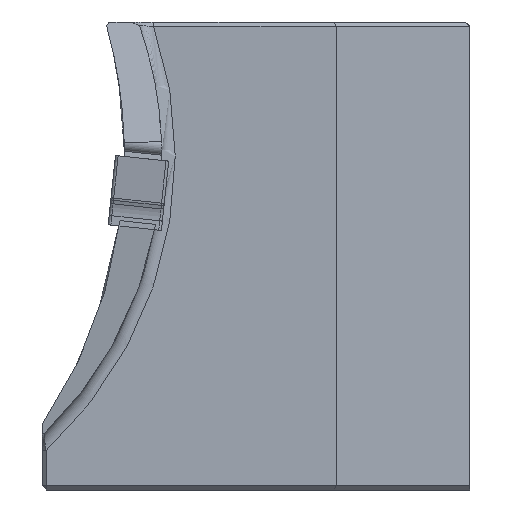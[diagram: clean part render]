
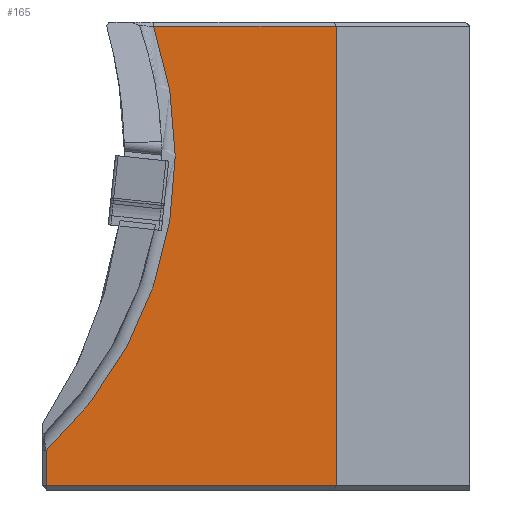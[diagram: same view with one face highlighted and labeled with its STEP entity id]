
A CAD part, left-side view. The second image highlights one B-rep face of the part: STEP entity #165.
In plain terms, the highlighted planar face has unit normal (-1, 0, 0).
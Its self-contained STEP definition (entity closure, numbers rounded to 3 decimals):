
#165=ADVANCED_FACE('',(#291),#218,.F.);
#218=PLANE('',#1502);
#291=FACE_OUTER_BOUND('',#369,.T.);
#369=EDGE_LOOP('',(#719,#720,#721,#722,#723));
#430=CIRCLE('',#1501,30.);
#719=ORIENTED_EDGE('',*,*,#1108,.T.);
#720=ORIENTED_EDGE('',*,*,#1109,.T.);
#721=ORIENTED_EDGE('',*,*,#1110,.T.);
#722=ORIENTED_EDGE('',*,*,#1111,.T.);
#723=ORIENTED_EDGE('',*,*,#1112,.T.);
#936=VERTEX_POINT('',#2326);
#937=VERTEX_POINT('',#2327);
#938=VERTEX_POINT('',#2329);
#939=VERTEX_POINT('',#2331);
#940=VERTEX_POINT('',#2333);
#1108=EDGE_CURVE('',#936,#937,#430,.T.);
#1109=EDGE_CURVE('',#937,#938,#1243,.T.);
#1110=EDGE_CURVE('',#938,#939,#1244,.T.);
#1111=EDGE_CURVE('',#939,#940,#1245,.T.);
#1112=EDGE_CURVE('',#940,#936,#1246,.T.);
#1243=LINE('',#2328,#1371);
#1244=LINE('',#2330,#1372);
#1245=LINE('',#2332,#1373);
#1246=LINE('',#2334,#1374);
#1371=VECTOR('',#1848,1.);
#1372=VECTOR('',#1849,1.);
#1373=VECTOR('',#1850,1.);
#1374=VECTOR('',#1851,1.);
#1501=AXIS2_PLACEMENT_3D('',#2325,#1846,#1847);
#1502=AXIS2_PLACEMENT_3D('',#2335,#1852,#1853);
#1846=DIRECTION('',(1.,0.,0.));
#1847=DIRECTION('',(0.,0.,-1.));
#1848=DIRECTION('',(0.,0.,-1.));
#1849=DIRECTION('',(0.,-1.,0.));
#1850=DIRECTION('',(0.,0.,1.));
#1851=DIRECTION('',(0.,1.,0.));
#1852=DIRECTION('',(1.,0.,0.));
#1853=DIRECTION('',(0.,0.,-1.));
#2325=CARTESIAN_POINT('',(26.,27.041,0.));
#2326=CARTESIAN_POINT('',(26.,-1.348,9.7));
#2327=CARTESIAN_POINT('',(26.,6.7,-22.051));
#2328=CARTESIAN_POINT('',(26.,6.7,0.));
#2329=CARTESIAN_POINT('',(26.,6.7,-24.7));
#2330=CARTESIAN_POINT('',(26.,27.041,-24.7));
#2331=CARTESIAN_POINT('',(26.,-15.,-24.7));
#2332=CARTESIAN_POINT('',(26.,-15.,10.));
#2333=CARTESIAN_POINT('',(26.,-15.,9.7));
#2334=CARTESIAN_POINT('',(26.,27.041,9.7));
#2335=CARTESIAN_POINT('',(26.,27.041,0.));
